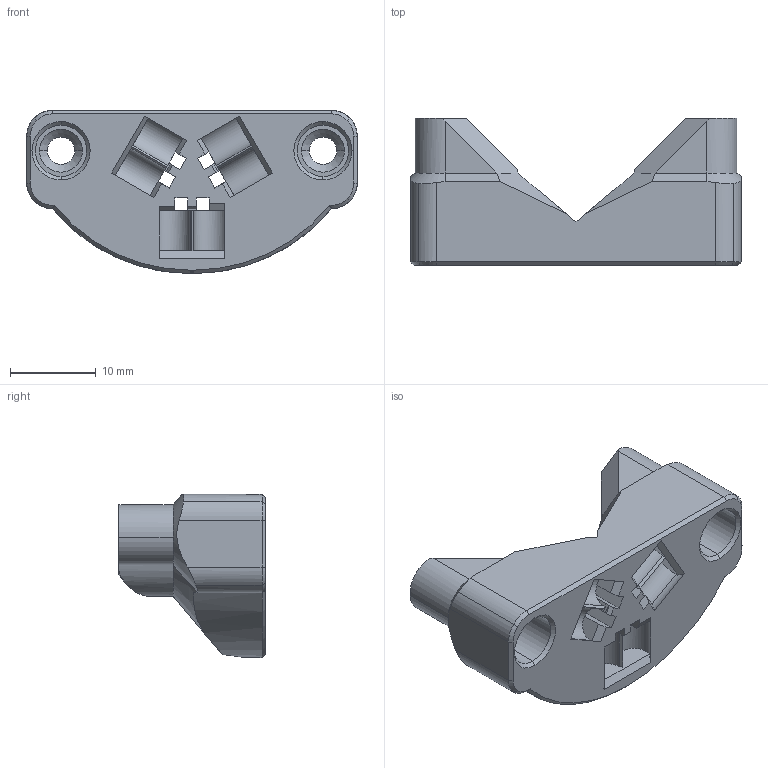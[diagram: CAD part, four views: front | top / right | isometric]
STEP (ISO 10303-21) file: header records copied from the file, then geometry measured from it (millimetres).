
FILE_DESCRIPTION (( 'STEP AP214' ), '1' );
FILE_NAME ('Copy of Copy of kineklicky_micron_mount^kineklicky.STEP', '2022-03-19T02:31:23', ( '' ), ( '' ), 'SwSTEP 2.0', 'SolidWorks 2022', '' );
FILE_SCHEMA (( 'AUTOMOTIVE_DESIGN' ));
Length unit declared in the file: millimetre
Products named in the file (1): Copy of Copy of kineklicky_micron_mount^kineklicky
Bounding box: 38.6 x 17.16 x 19.06 mm (x, y, z)
Volume: 5432.4 mm3; surface area: 3215.7 mm2
Topology: 1 solids, 1 shells, 173 faces, 459 edges, 287 vertices
Faces by surface type: plane 107, cylinder 34, cone 30, bspline 2
Entity records: 5552 total; most frequent: CARTESIAN_POINT 1267, ORIENTED_EDGE 918, DIRECTION 844, EDGE_CURVE 459, VECTOR 316, LINE 316, VERTEX_POINT 287, AXIS2_PLACEMENT_3D 264
